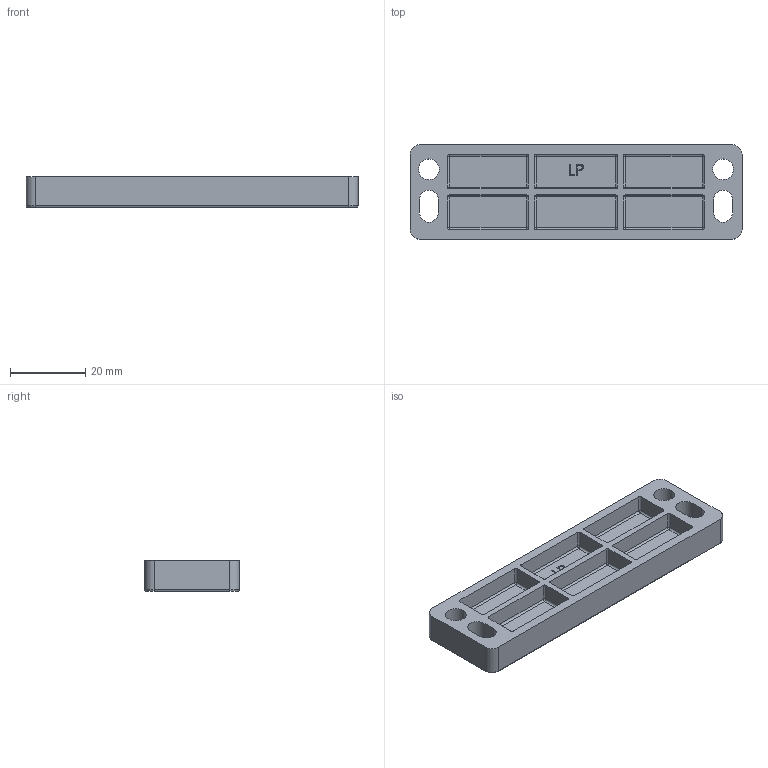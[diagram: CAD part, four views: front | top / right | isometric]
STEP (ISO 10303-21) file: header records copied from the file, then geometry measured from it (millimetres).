
FILE_DESCRIPTION (( 'STEP AP203' ), '1' );
FILE_NAME ('110-LP Spacer.STEP', '2018-11-19T15:58:38', ( '' ), ( '' ), 'SwSTEP 2.0', 'SolidWorks 2018', '' );
FILE_SCHEMA (( 'CONFIG_CONTROL_DESIGN' ));
Length unit declared in the file: millimetre
Products named in the file (1): 110-LP Spacer
Bounding box: 88 x 25 x 8 mm (x, y, z)
Volume: 10597.6 mm3; surface area: 8238.9 mm2
Topology: 1 solids, 1 shells, 167 faces, 400 edges, 220 vertices
Faces by surface type: cylinder 64, plane 61, sphere 24, cone 8, bspline 6, torus 4
Entity records: 4999 total; most frequent: CARTESIAN_POINT 1138, DIRECTION 828, ORIENTED_EDGE 752, EDGE_CURVE 376, AXIS2_PLACEMENT_3D 302, LINE 224, VECTOR 224, VERTEX_POINT 220
